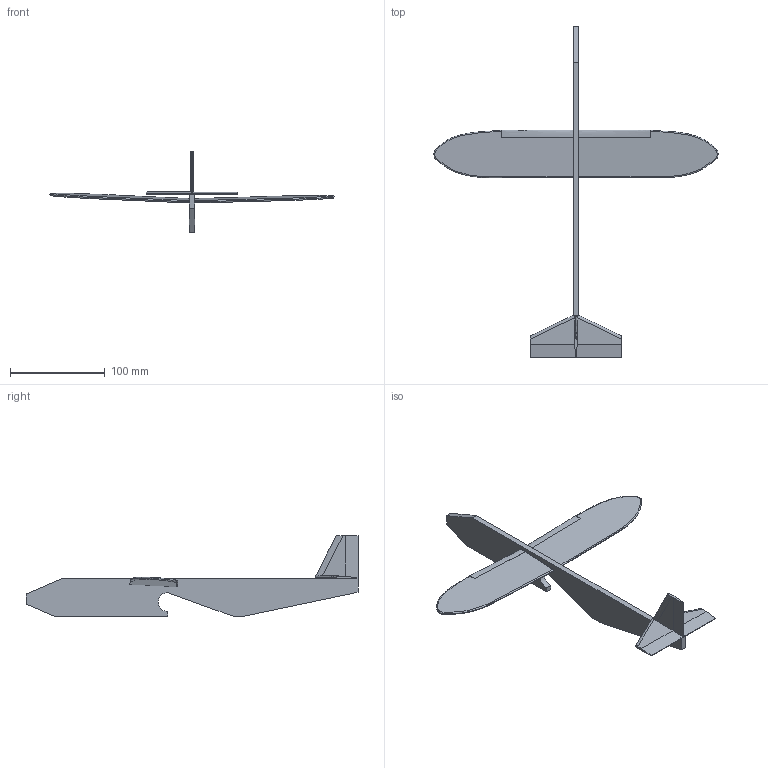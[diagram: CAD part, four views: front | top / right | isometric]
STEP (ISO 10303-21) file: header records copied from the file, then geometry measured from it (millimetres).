
FILE_DESCRIPTION(/* description */ ('STEP AP242 Edition 2','CAx-IF Rec.Pracs.---Representation and Presentation of Product Manufacturing Information (PMI)---4.0---2014-10-13','CAx-IF Rec.Pracs.---3D Tessellated Geometry---0.4---2014-09-14','2;1','CAx-IF Rec.Pracs.---User Defined Attributes---1.5---2016-08-15'),/* implementation_level */ '2;1');
FILE_NAME(/* name */ '695a1ecd1ef0f0065e5c5813',/* time_stamp */ '2026-01-04T08:03:26Z',/* author */ (''),/* organization */ (''),/* preprocessor_version */ 'ST-DEVELOPER v20',/* originating_system */ 'ONSHAPE BY PTC INC, 1.208',/* authorisation */ ' ');
FILE_SCHEMA (('AP242_MANAGED_MODEL_BASED_3D_ENGINEERING_MIM_LF { 1 0 10303 442 3 1 4 }'));
Length unit declared in the file: metre
Products named in the file (5): Part 2; Surface 1; Surface 2; Part 3; Part 1
Bounding box: 299.49 x 350 x 85 mm (x, y, z)
Volume: 107849.2 mm3; surface area: 66420.5 mm2
Topology: 3 solids, 5 shells, 76 faces, 203 edges, 135 vertices
Faces by surface type: plane 50, bspline 23, cylinder 3
Entity records: 4028 total; most frequent: CARTESIAN_POINT 2239, ORIENTED_EDGE 394, DIRECTION 246, EDGE_CURVE 203, VERTEX_POINT 135, LINE 120, VECTOR 120, EDGE_LOOP 78
